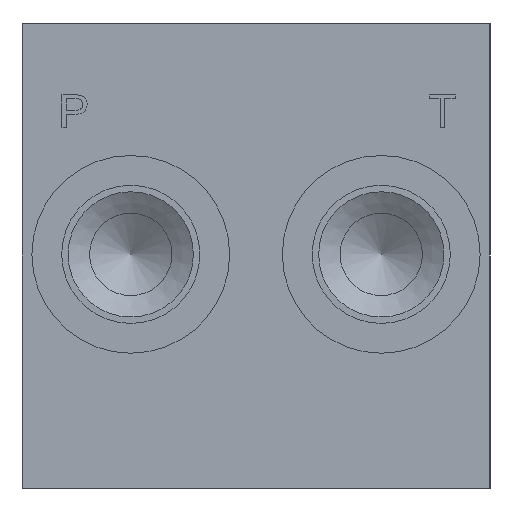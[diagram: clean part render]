
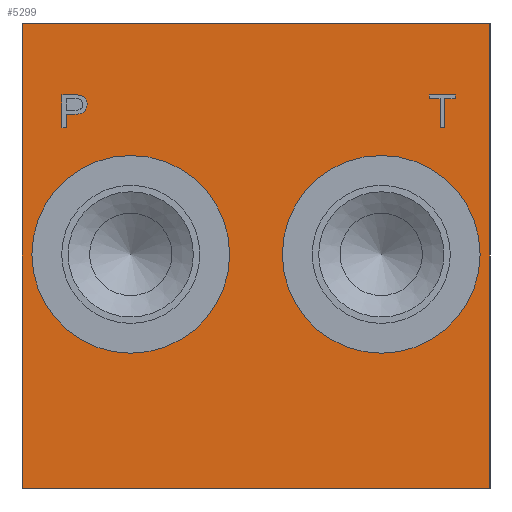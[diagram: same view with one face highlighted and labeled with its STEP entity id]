
A CAD part, left-side view. The second image highlights one B-rep face of the part: STEP entity #5299.
In plain terms, the highlighted planar face has unit normal (-1, 0, 0).
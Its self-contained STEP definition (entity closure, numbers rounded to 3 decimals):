
#282=B_SPLINE_CURVE_WITH_KNOTS('',2,(#8247,#8248,#8249),.UNSPECIFIED.,.F.,
 .F.,(3,3),(0.,1.),.UNSPECIFIED.);
#283=B_SPLINE_CURVE_WITH_KNOTS('',2,(#8262,#8263,#8264,#8265,#8266),
 .UNSPECIFIED.,.F.,.F.,(3,1,1,3),(0.,1.,2.,3.),.UNSPECIFIED.);
#284=B_SPLINE_CURVE_WITH_KNOTS('',2,(#8281,#8282,#8283,#8284),
 .UNSPECIFIED.,.F.,.F.,(3,1,3),(0.,1.,2.),.UNSPECIFIED.);
#347=LINE('',#7380,#685);
#353=LINE('',#7393,#691);
#355=LINE('',#7396,#693);
#443=LINE('',#8230,#781);
#446=LINE('',#8236,#784);
#451=LINE('',#8288,#789);
#453=LINE('',#8292,#791);
#455=LINE('',#8296,#793);
#470=LINE('',#8348,#808);
#473=LINE('',#8354,#811);
#475=LINE('',#8358,#813);
#477=LINE('',#8362,#815);
#479=LINE('',#8366,#817);
#481=LINE('',#8370,#819);
#483=LINE('',#8374,#821);
#485=LINE('',#8378,#823);
#577=LINE('',#8865,#915);
#685=VECTOR('',#5938,1000.);
#691=VECTOR('',#5946,1000.);
#693=VECTOR('',#5950,1000.);
#781=VECTOR('',#6592,1000.);
#784=VECTOR('',#6597,1000.);
#789=VECTOR('',#6604,1000.);
#791=VECTOR('',#6608,1000.);
#793=VECTOR('',#6612,1000.);
#808=VECTOR('',#6637,1000.);
#811=VECTOR('',#6642,1000.);
#813=VECTOR('',#6646,1000.);
#815=VECTOR('',#6650,1000.);
#817=VECTOR('',#6654,1000.);
#819=VECTOR('',#6658,1000.);
#821=VECTOR('',#6662,1000.);
#823=VECTOR('',#6666,1000.);
#915=VECTOR('',#7126,1000.);
#2218=ORIENTED_EDGE('',*,*,#2295,.T.);
#2219=ORIENTED_EDGE('',*,*,#2303,.T.);
#2220=ORIENTED_EDGE('',*,*,#2301,.F.);
#2221=ORIENTED_EDGE('',*,*,#2762,.F.);
#2222=ORIENTED_EDGE('',*,*,#2589,.T.);
#2223=ORIENTED_EDGE('',*,*,#2574,.T.);
#2224=ORIENTED_EDGE('',*,*,#2577,.T.);
#2225=ORIENTED_EDGE('',*,*,#2579,.T.);
#2226=ORIENTED_EDGE('',*,*,#2581,.T.);
#2227=ORIENTED_EDGE('',*,*,#2583,.T.);
#2228=ORIENTED_EDGE('',*,*,#2585,.T.);
#2229=ORIENTED_EDGE('',*,*,#2587,.T.);
#2230=ORIENTED_EDGE('',*,*,#2419,.T.);
#2231=ORIENTED_EDGE('',*,*,#2427,.T.);
#2232=ORIENTED_EDGE('',*,*,#2559,.T.);
#2233=ORIENTED_EDGE('',*,*,#2544,.T.);
#2234=ORIENTED_EDGE('',*,*,#2547,.T.);
#2235=ORIENTED_EDGE('',*,*,#2549,.T.);
#2236=ORIENTED_EDGE('',*,*,#2551,.T.);
#2237=ORIENTED_EDGE('',*,*,#2553,.T.);
#2238=ORIENTED_EDGE('',*,*,#2555,.T.);
#2239=ORIENTED_EDGE('',*,*,#2557,.T.);
#2295=EDGE_CURVE('',#2918,#2916,#347,.T.);
#2301=EDGE_CURVE('',#2923,#2920,#353,.T.);
#2303=EDGE_CURVE('',#2916,#2920,#355,.T.);
#2419=EDGE_CURVE('',#3061,#3061,#3508,.T.);
#2427=EDGE_CURVE('',#3070,#3070,#3516,.T.);
#2544=EDGE_CURVE('',#3156,#3157,#443,.T.);
#2547=EDGE_CURVE('',#3157,#3158,#446,.T.);
#2549=EDGE_CURVE('',#3158,#3159,#282,.T.);
#2551=EDGE_CURVE('',#3159,#3160,#283,.T.);
#2553=EDGE_CURVE('',#3160,#3161,#284,.T.);
#2555=EDGE_CURVE('',#3161,#3162,#451,.T.);
#2557=EDGE_CURVE('',#3162,#3163,#453,.T.);
#2559=EDGE_CURVE('',#3163,#3156,#455,.T.);
#2574=EDGE_CURVE('',#3172,#3173,#470,.T.);
#2577=EDGE_CURVE('',#3173,#3174,#473,.T.);
#2579=EDGE_CURVE('',#3174,#3175,#475,.T.);
#2581=EDGE_CURVE('',#3175,#3176,#477,.T.);
#2583=EDGE_CURVE('',#3176,#3177,#479,.T.);
#2585=EDGE_CURVE('',#3177,#3178,#481,.T.);
#2587=EDGE_CURVE('',#3178,#3179,#483,.T.);
#2589=EDGE_CURVE('',#3179,#3172,#485,.T.);
#2762=EDGE_CURVE('',#2918,#2923,#577,.T.);
#2916=VERTEX_POINT('',#7378);
#2918=VERTEX_POINT('',#7381);
#2920=VERTEX_POINT('',#7387);
#2923=VERTEX_POINT('',#7392);
#3061=VERTEX_POINT('',#7780);
#3070=VERTEX_POINT('',#7805);
#3156=VERTEX_POINT('',#8231);
#3157=VERTEX_POINT('',#8232);
#3158=VERTEX_POINT('',#8237);
#3159=VERTEX_POINT('',#8250);
#3160=VERTEX_POINT('',#8267);
#3161=VERTEX_POINT('',#8285);
#3162=VERTEX_POINT('',#8289);
#3163=VERTEX_POINT('',#8293);
#3172=VERTEX_POINT('',#8349);
#3173=VERTEX_POINT('',#8350);
#3174=VERTEX_POINT('',#8355);
#3175=VERTEX_POINT('',#8359);
#3176=VERTEX_POINT('',#8363);
#3177=VERTEX_POINT('',#8367);
#3178=VERTEX_POINT('',#8371);
#3179=VERTEX_POINT('',#8375);
#3508=CIRCLE('',#5558,15.);
#3516=CIRCLE('',#5574,15.);
#4159=EDGE_LOOP('',(#2218,#2219,#2220,#2221));
#4160=EDGE_LOOP('',(#2222,#2223,#2224,#2225,#2226,#2227,#2228,#2229));
#4161=EDGE_LOOP('',(#2230));
#4162=EDGE_LOOP('',(#2231));
#4163=EDGE_LOOP('',(#2232,#2233,#2234,#2235,#2236,#2237,#2238,#2239));
#4769=FACE_BOUND('',#4159,.T.);
#4770=FACE_BOUND('',#4160,.T.);
#4771=FACE_BOUND('',#4161,.T.);
#4772=FACE_BOUND('',#4162,.T.);
#4773=FACE_BOUND('',#4163,.T.);
#4941=PLANE('',#5850);
#5299=ADVANCED_FACE('',(#4769,#4770,#4771,#4772,#4773),#4941,.T.);
#5558=AXIS2_PLACEMENT_3D('',#7779,#6388,#6389);
#5574=AXIS2_PLACEMENT_3D('',#7804,#6420,#6421);
#5850=AXIS2_PLACEMENT_3D('',#9261,#7265,#7266);
#5938=DIRECTION('',(0.,1.,0.));
#5946=DIRECTION('',(0.,1.,0.));
#5950=DIRECTION('',(0.,0.,-1.));
#6388=DIRECTION('',(1.,0.,0.));
#6389=DIRECTION('',(0.,1.,0.));
#6420=DIRECTION('',(1.,0.,0.));
#6421=DIRECTION('',(0.,1.,0.));
#6592=DIRECTION('',(0.,0.,1.));
#6597=DIRECTION('',(0.,-1.,0.));
#6604=DIRECTION('',(0.,1.,0.));
#6608=DIRECTION('',(0.,0.,-1.));
#6612=DIRECTION('',(0.,1.,0.));
#6637=DIRECTION('',(0.,0.,1.));
#6642=DIRECTION('',(0.,1.,0.));
#6646=DIRECTION('',(0.,0.,1.));
#6650=DIRECTION('',(0.,-1.,0.));
#6654=DIRECTION('',(0.,0.,-1.));
#6658=DIRECTION('',(0.,1.,0.));
#6662=DIRECTION('',(0.,0.,-1.));
#6666=DIRECTION('',(0.,1.,0.));
#7126=DIRECTION('',(0.,0.,-1.));
#7265=DIRECTION('',(-1.,0.,0.));
#7266=DIRECTION('',(0.,1.,0.));
#7378=CARTESIAN_POINT('',(0.,0.,0.));
#7380=CARTESIAN_POINT('',(0.,-71.,0.));
#7381=CARTESIAN_POINT('',(0.,-71.,0.));
#7387=CARTESIAN_POINT('',(0.,0.,-70.5));
#7392=CARTESIAN_POINT('',(0.,-71.,-70.5));
#7393=CARTESIAN_POINT('',(0.,-71.,-70.5));
#7396=CARTESIAN_POINT('',(0.,0.,0.));
#7779=CARTESIAN_POINT('',(0.,-16.5,-35.));
#7780=CARTESIAN_POINT('',(0.,-1.5,-35.));
#7804=CARTESIAN_POINT('',(0.,-54.5,-35.));
#7805=CARTESIAN_POINT('',(0.,-39.5,-35.));
#8230=CARTESIAN_POINT('',(0.,-6.065,-7.896));
#8231=CARTESIAN_POINT('',(0.,-6.065,-15.792));
#8232=CARTESIAN_POINT('',(0.,-6.065,-10.792));
#8236=CARTESIAN_POINT('',(0.,-38.532,-10.792));
#8237=CARTESIAN_POINT('',(0.,-7.951,-10.792));
#8247=CARTESIAN_POINT('',(0.,-7.951,-10.792));
#8248=CARTESIAN_POINT('',(0.,-8.45,-10.792));
#8249=CARTESIAN_POINT('',(0.,-8.713,-10.841));
#8250=CARTESIAN_POINT('',(0.,-8.713,-10.841));
#8262=CARTESIAN_POINT('',(0.,-8.713,-10.841));
#8263=CARTESIAN_POINT('',(0.,-9.083,-10.902));
#8264=CARTESIAN_POINT('',(0.,-9.578,-11.245));
#8265=CARTESIAN_POINT('',(0.,-9.883,-11.867));
#8266=CARTESIAN_POINT('',(0.,-9.883,-12.24));
#8267=CARTESIAN_POINT('',(0.,-9.883,-12.24));
#8281=CARTESIAN_POINT('',(0.,-9.883,-12.24));
#8282=CARTESIAN_POINT('',(0.,-9.883,-12.877));
#8283=CARTESIAN_POINT('',(0.,-9.071,-13.761));
#8284=CARTESIAN_POINT('',(0.,-8.012,-13.761));
#8285=CARTESIAN_POINT('',(0.,-8.012,-13.761));
#8288=CARTESIAN_POINT('',(0.,-39.506,-13.761));
#8289=CARTESIAN_POINT('',(0.,-6.728,-13.761));
#8292=CARTESIAN_POINT('',(0.,-6.728,-6.88));
#8293=CARTESIAN_POINT('',(0.,-6.728,-15.792));
#8296=CARTESIAN_POINT('',(0.,-38.864,-15.792));
#8348=CARTESIAN_POINT('',(0.,-63.424,-7.896));
#8349=CARTESIAN_POINT('',(0.,-63.424,-15.792));
#8350=CARTESIAN_POINT('',(0.,-63.424,-11.383));
#8354=CARTESIAN_POINT('',(0.,-67.212,-11.383));
#8355=CARTESIAN_POINT('',(0.,-61.778,-11.383));
#8358=CARTESIAN_POINT('',(0.,-61.778,-5.691));
#8359=CARTESIAN_POINT('',(0.,-61.778,-10.792));
#8362=CARTESIAN_POINT('',(0.,-66.389,-10.792));
#8363=CARTESIAN_POINT('',(0.,-65.741,-10.792));
#8366=CARTESIAN_POINT('',(0.,-65.741,-5.396));
#8367=CARTESIAN_POINT('',(0.,-65.741,-11.383));
#8370=CARTESIAN_POINT('',(0.,-68.371,-11.383));
#8371=CARTESIAN_POINT('',(0.,-64.087,-11.383));
#8374=CARTESIAN_POINT('',(0.,-64.087,-5.691));
#8375=CARTESIAN_POINT('',(0.,-64.087,-15.792));
#8378=CARTESIAN_POINT('',(0.,-67.544,-15.792));
#8865=CARTESIAN_POINT('',(0.,-71.,0.));
#9261=CARTESIAN_POINT('',(0.,-71.,0.));
